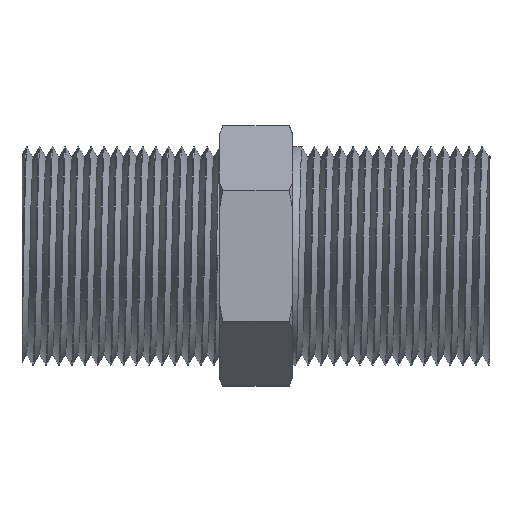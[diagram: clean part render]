
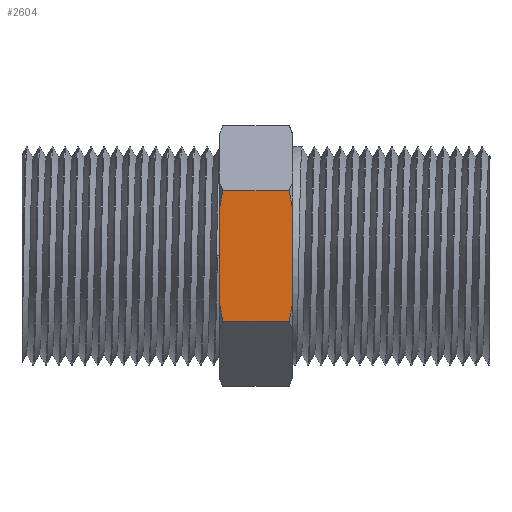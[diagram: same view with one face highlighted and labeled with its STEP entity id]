
A CAD part, front view. The second image highlights one B-rep face of the part: STEP entity #2604.
In plain terms, the highlighted planar face has unit normal (0, -1, 0).
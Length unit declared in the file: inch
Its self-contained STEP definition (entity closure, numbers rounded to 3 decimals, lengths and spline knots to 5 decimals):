
#144 = DIRECTION ( 'NONE',  ( 0., 0., -1. ) ) ;
#222 = ORIENTED_EDGE ( 'NONE', *, *, #1030, .F. ) ;
#312 = CARTESIAN_POINT ( 'NONE',  ( -0.12801, -0.4375, -0.25259 ) ) ;
#313 = CARTESIAN_POINT ( 'NONE',  ( 0.13791, -0.4375, -0.20791 ) ) ;
#390 = CARTESIAN_POINT ( 'NONE',  ( -0.12801, -0.4375, 0.25259 ) ) ;
#394 = CARTESIAN_POINT ( 'NONE',  ( -0.12801, -0.4375, -0.25259 ) ) ;
#701 = AXIS2_PLACEMENT_3D ( 'NONE', #5840, #7069, #3400 ) ;
#881 = ORIENTED_EDGE ( 'NONE', *, *, #3760, .F. ) ;
#945 = CARTESIAN_POINT ( 'NONE',  ( -0.142, -0.4375, -0.18545 ) ) ;
#948 = CARTESIAN_POINT ( 'NONE',  ( 0.12801, -0.4375, -0.25259 ) ) ;
#967 = ORIENTED_EDGE ( 'NONE', *, *, #1320, .T. ) ;
#971 = B_SPLINE_CURVE_WITH_KNOTS ( 'NONE', 3,
 ( #3441, #7751, #4104, #390 ),
 .UNSPECIFIED., .F., .F.,
 ( 4, 4 ),
 ( 0.0193, 0.02107 ),
 .UNSPECIFIED. ) ;
#1030 = EDGE_CURVE ( 'NONE', #4138, #1890, #3695, .T. ) ;
#1048 = CARTESIAN_POINT ( 'NONE',  ( 0.12801, -0.4375, -0.25259 ) ) ;
#1130 = CARTESIAN_POINT ( 'NONE',  ( -0.142, -0.4375, 0.25259 ) ) ;
#1139 = EDGE_CURVE ( 'NONE', #3217, #4031, #3694, .T. ) ;
#1160 = VERTEX_POINT ( 'NONE', #394 ) ;
#1174 = DIRECTION ( 'NONE',  ( 0., 0., -1. ) ) ;
#1320 = EDGE_CURVE ( 'NONE', #1160, #1890, #7828, .T. ) ;
#1794 = DIRECTION ( 'NONE',  ( 1., 0., 0. ) ) ;
#1890 = VERTEX_POINT ( 'NONE', #1048 ) ;
#2001 = CARTESIAN_POINT ( 'NONE',  ( 0.1379, -0.4375, 0.20798 ) ) ;
#2131 = EDGE_CURVE ( 'NONE', #6052, #7013, #2644, .T. ) ;
#2271 = VECTOR ( 'NONE', #3500, 39.37008 ) ;
#2604 = ADVANCED_FACE ( 'NONE', ( #4173 ), #2787, .T. ) ;
#2630 = ORIENTED_EDGE ( 'NONE', *, *, #2131, .T. ) ;
#2644 = LINE ( 'NONE', #1130, #7162 ) ;
#2787 = PLANE ( 'NONE',  #701 ) ;
#2890 = CARTESIAN_POINT ( 'NONE',  ( -0.142, -0.4375, 0.25259 ) ) ;
#3217 = VERTEX_POINT ( 'NONE', #3587 ) ;
#3400 = DIRECTION ( 'NONE',  ( 0., 0., -1. ) ) ;
#3441 = CARTESIAN_POINT ( 'NONE',  ( -0.142, -0.4375, 0.18545 ) ) ;
#3500 = DIRECTION ( 'NONE',  ( 1., 0., 0. ) ) ;
#3587 = CARTESIAN_POINT ( 'NONE',  ( -0.12801, -0.4375, 0.25259 ) ) ;
#3669 = EDGE_CURVE ( 'NONE', #1160, #7013, #6840, .T. ) ;
#3694 = LINE ( 'NONE', #2890, #2271 ) ;
#3695 = B_SPLINE_CURVE_WITH_KNOTS ( 'NONE', 3,
 ( #4654, #313, #4025, #948 ),
 .UNSPECIFIED., .F., .F.,
 ( 4, 4 ),
 ( 0.0193, 0.02107 ),
 .UNSPECIFIED. ) ;
#3760 = EDGE_CURVE ( 'NONE', #4031, #4497, #3989, .T. ) ;
#3989 = B_SPLINE_CURVE_WITH_KNOTS ( 'NONE', 3,
 ( #6922, #6291, #2001, #7534 ),
 .UNSPECIFIED., .F., .F.,
 ( 4, 4 ),
 ( 0.00806, 0.0098 ),
 .UNSPECIFIED. ) ;
#4024 = CARTESIAN_POINT ( 'NONE',  ( -0.1332, -0.4375, -0.23035 ) ) ;
#4025 = CARTESIAN_POINT ( 'NONE',  ( 0.13321, -0.4375, -0.23028 ) ) ;
#4031 = VERTEX_POINT ( 'NONE', #7915 ) ;
#4104 = CARTESIAN_POINT ( 'NONE',  ( -0.13321, -0.4375, 0.23028 ) ) ;
#4138 = VERTEX_POINT ( 'NONE', #6781 ) ;
#4173 = FACE_OUTER_BOUND ( 'NONE', #7314, .T. ) ;
#4225 = CARTESIAN_POINT ( 'NONE',  ( -0.142, -0.4375, 0.18545 ) ) ;
#4346 = VECTOR ( 'NONE', #144, 39.37008 ) ;
#4412 = ORIENTED_EDGE ( 'NONE', *, *, #3669, .F. ) ;
#4481 = CARTESIAN_POINT ( 'NONE',  ( 0.142, -0.4375, 0.25259 ) ) ;
#4497 = VERTEX_POINT ( 'NONE', #6731 ) ;
#4653 = CARTESIAN_POINT ( 'NONE',  ( -0.1379, -0.4375, -0.20798 ) ) ;
#4654 = CARTESIAN_POINT ( 'NONE',  ( 0.142, -0.4375, -0.18545 ) ) ;
#4754 = LINE ( 'NONE', #4481, #4346 ) ;
#4926 = ORIENTED_EDGE ( 'NONE', *, *, #6806, .F. ) ;
#5840 = CARTESIAN_POINT ( 'NONE',  ( -0.142, -0.4375, 0.25259 ) ) ;
#6040 = ORIENTED_EDGE ( 'NONE', *, *, #1139, .F. ) ;
#6052 = VERTEX_POINT ( 'NONE', #4225 ) ;
#6090 = CARTESIAN_POINT ( 'NONE',  ( -0.142, -0.4375, -0.25259 ) ) ;
#6186 = VECTOR ( 'NONE', #1794, 39.37008 ) ;
#6291 = CARTESIAN_POINT ( 'NONE',  ( 0.1332, -0.4375, 0.23035 ) ) ;
#6647 = ORIENTED_EDGE ( 'NONE', *, *, #7737, .F. ) ;
#6731 = CARTESIAN_POINT ( 'NONE',  ( 0.142, -0.4375, 0.18545 ) ) ;
#6781 = CARTESIAN_POINT ( 'NONE',  ( 0.142, -0.4375, -0.18545 ) ) ;
#6806 = EDGE_CURVE ( 'NONE', #4497, #4138, #4754, .T. ) ;
#6840 = B_SPLINE_CURVE_WITH_KNOTS ( 'NONE', 3,
 ( #312, #4024, #4653, #945 ),
 .UNSPECIFIED., .F., .F.,
 ( 4, 4 ),
 ( 0.00806, 0.0098 ),
 .UNSPECIFIED. ) ;
#6922 = CARTESIAN_POINT ( 'NONE',  ( 0.12801, -0.4375, 0.25259 ) ) ;
#7013 = VERTEX_POINT ( 'NONE', #7103 ) ;
#7069 = DIRECTION ( 'NONE',  ( 0., -1., 0. ) ) ;
#7103 = CARTESIAN_POINT ( 'NONE',  ( -0.142, -0.4375, -0.18545 ) ) ;
#7162 = VECTOR ( 'NONE', #1174, 39.37008 ) ;
#7314 = EDGE_LOOP ( 'NONE', ( #4412, #967, #222, #4926, #881, #6040, #6647, #2630 ) ) ;
#7534 = CARTESIAN_POINT ( 'NONE',  ( 0.142, -0.4375, 0.18545 ) ) ;
#7737 = EDGE_CURVE ( 'NONE', #6052, #3217, #971, .T. ) ;
#7751 = CARTESIAN_POINT ( 'NONE',  ( -0.13791, -0.4375, 0.20791 ) ) ;
#7828 = LINE ( 'NONE', #6090, #6186 ) ;
#7915 = CARTESIAN_POINT ( 'NONE',  ( 0.12801, -0.4375, 0.25259 ) ) ;
